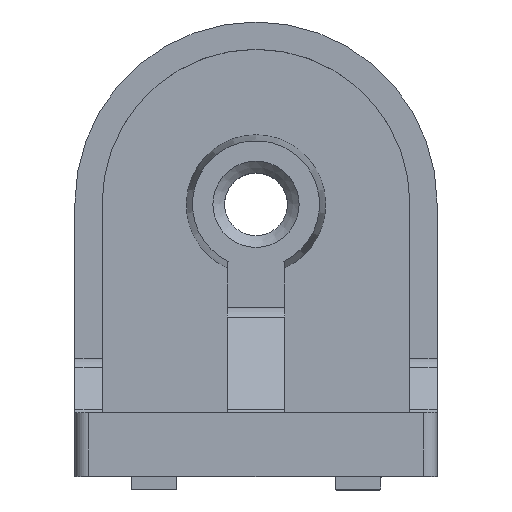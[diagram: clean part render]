
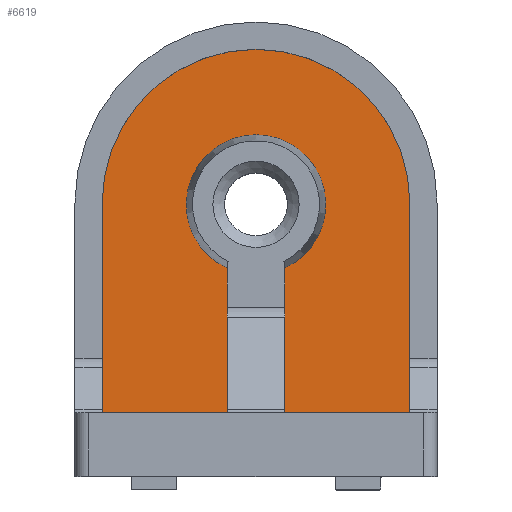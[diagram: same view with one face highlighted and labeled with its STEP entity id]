
A CAD part, top view. The second image highlights one B-rep face of the part: STEP entity #6619.
In plain terms, the highlighted planar face has unit normal (0, 0, 1).
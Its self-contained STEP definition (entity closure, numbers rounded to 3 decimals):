
#135=CIRCLE('',#7149,15.363);
#138=CIRCLE('',#7154,33.9);
#960=ORIENTED_EDGE('',*,*,#2904,.F.);
#961=ORIENTED_EDGE('',*,*,#2905,.F.);
#962=ORIENTED_EDGE('',*,*,#2906,.T.);
#963=ORIENTED_EDGE('',*,*,#2907,.T.);
#964=ORIENTED_EDGE('',*,*,#2908,.T.);
#965=ORIENTED_EDGE('',*,*,#2909,.F.);
#966=ORIENTED_EDGE('',*,*,#2910,.T.);
#967=ORIENTED_EDGE('',*,*,#2894,.T.);
#2894=EDGE_CURVE('',#3879,#3878,#135,.F.);
#2904=EDGE_CURVE('',#3888,#3878,#4450,.T.);
#2905=EDGE_CURVE('',#3889,#3888,#4451,.T.);
#2906=EDGE_CURVE('',#3889,#3890,#4452,.T.);
#2907=EDGE_CURVE('',#3890,#3891,#138,.T.);
#2908=EDGE_CURVE('',#3891,#3892,#4453,.T.);
#2909=EDGE_CURVE('',#3893,#3892,#4454,.T.);
#2910=EDGE_CURVE('',#3893,#3879,#4455,.T.);
#3878=VERTEX_POINT('',#10426);
#3879=VERTEX_POINT('',#10428);
#3888=VERTEX_POINT('',#10452);
#3889=VERTEX_POINT('',#10454);
#3890=VERTEX_POINT('',#10456);
#3891=VERTEX_POINT('',#10458);
#3892=VERTEX_POINT('',#10460);
#3893=VERTEX_POINT('',#10462);
#4450=LINE('',#10451,#5099);
#4451=LINE('',#10453,#5100);
#4452=LINE('',#10455,#5101);
#4453=LINE('',#10459,#5102);
#4454=LINE('',#10461,#5103);
#4455=LINE('',#10463,#5104);
#5099=VECTOR('',#8221,1000.);
#5100=VECTOR('',#8222,1000.);
#5101=VECTOR('',#8223,1000.);
#5102=VECTOR('',#8226,1000.);
#5103=VECTOR('',#8227,1000.);
#5104=VECTOR('',#8228,1000.);
#5647=EDGE_LOOP('',(#960,#961,#962,#963,#964,#965,#966,#967));
#6053=FACE_BOUND('',#5647,.T.);
#6418=PLANE('',#7153);
#6619=ADVANCED_FACE('',(#6053),#6418,.T.);
#7149=AXIS2_PLACEMENT_3D('',#10427,#8205,#8206);
#7153=AXIS2_PLACEMENT_3D('',#10450,#8219,#8220);
#7154=AXIS2_PLACEMENT_3D('',#10457,#8224,#8225);
#8205=DIRECTION('',(0.,0.,1.));
#8206=DIRECTION('',(1.,0.,0.));
#8219=DIRECTION('',(0.,0.,1.));
#8220=DIRECTION('',(1.,0.,0.));
#8221=DIRECTION('',(0.,1.,0.));
#8222=DIRECTION('',(-1.,0.,0.));
#8223=DIRECTION('',(0.,1.,0.));
#8224=DIRECTION('',(0.,0.,1.));
#8225=DIRECTION('',(1.,0.,0.));
#8226=DIRECTION('',(0.,-1.,0.));
#8227=DIRECTION('',(-1.,0.,0.));
#8228=DIRECTION('',(0.,1.,0.));
#10426=CARTESIAN_POINT('',(6.338,46.006,6.));
#10427=CARTESIAN_POINT('',(0.,60.,6.));
#10428=CARTESIAN_POINT('',(-6.338,46.006,6.));
#10450=CARTESIAN_POINT('',(0.,60.301,6.));
#10451=CARTESIAN_POINT('',(6.338,12.948,6.));
#10452=CARTESIAN_POINT('',(6.338,14.,6.));
#10453=CARTESIAN_POINT('',(0.,14.,6.));
#10454=CARTESIAN_POINT('',(33.9,14.,6.));
#10455=CARTESIAN_POINT('',(33.9,60.301,6.));
#10456=CARTESIAN_POINT('',(33.9,60.301,6.));
#10457=CARTESIAN_POINT('',(0.,60.301,6.));
#10458=CARTESIAN_POINT('',(-33.9,60.301,6.));
#10459=CARTESIAN_POINT('',(-33.9,60.301,6.));
#10460=CARTESIAN_POINT('',(-33.9,14.,6.));
#10461=CARTESIAN_POINT('',(0.,14.,6.));
#10462=CARTESIAN_POINT('',(-6.338,14.,6.));
#10463=CARTESIAN_POINT('',(-6.338,12.948,6.));
